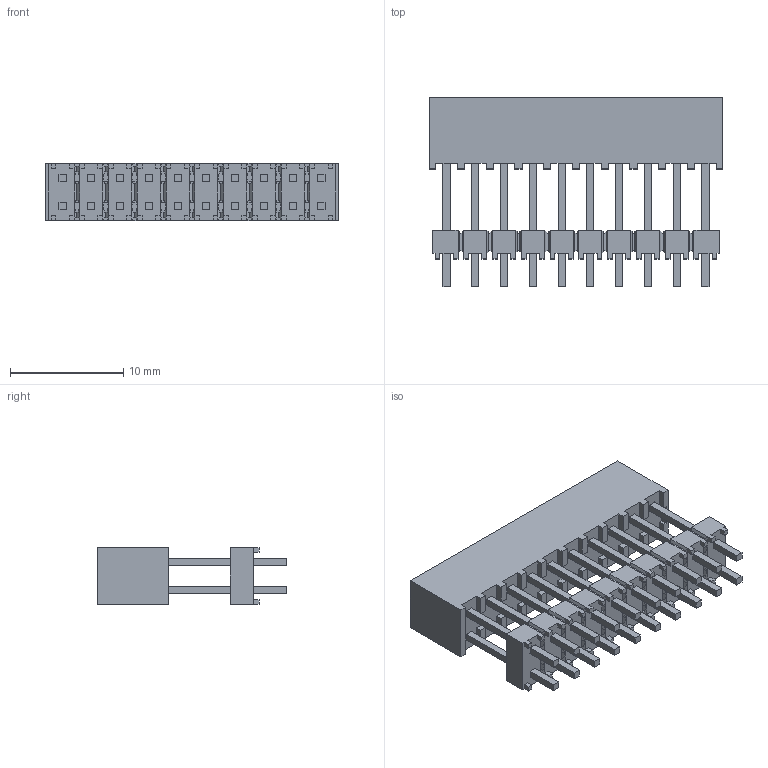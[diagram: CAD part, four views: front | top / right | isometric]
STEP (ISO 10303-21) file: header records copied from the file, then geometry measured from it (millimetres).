
FILE_DESCRIPTION(/* description */ ('STEP AP214'),/* implementation_level */ '2;1');
FILE_NAME(/* name */ 'IPT1-110-05-L-D',/* time_stamp */ '2025-10-18T12:51:13+02:00',/* author */ ('License CC BY-ND 4.0'),/* organization */ ('CADENAS'),/* preprocessor_version */ 'ST-DEVELOPER v19.3',/* originating_system */ 'PARTsolutions',/* authorisation */ ' ');
FILE_SCHEMA (('AUTOMOTIVE_DESIGN {1 0 10303 214 3 1 1}'));
Length unit declared in the file: inch
Products named in the file (5): IPT1-110-05-L-D; IPT1-110-05-L-D_terminal; HTSW-110-05-G-D_body; IPT1-110-05-LD_pin; IPT1-110-05-LD2PIN
Assembly tree (4 placements, depth 2):
  IPT1-110-05-L-D
    IPT1-110-05-L-D_terminal
    HTSW-110-05-G-D_body
    IPT1-110-05-LD_pin
    IPT1-110-05-LD2PIN
Bounding box: 25.91 x 16.76 x 5.08 mm (x, y, z)
Volume: 844.6 mm3; surface area: 3090.2 mm2
Topology: 4 solids, 4 shells, 1002 faces, 2778 edges, 1768 vertices
Faces by surface type: plane 982, cone 20
Entity records: 31390 total; most frequent: ORIENTED_EDGE 5556, CARTESIAN_POINT 5553, DIRECTION 4832, EDGE_CURVE 2778, LINE 2738, VECTOR 2738, VERTEX_POINT 1768, EDGE_LOOP 1102
